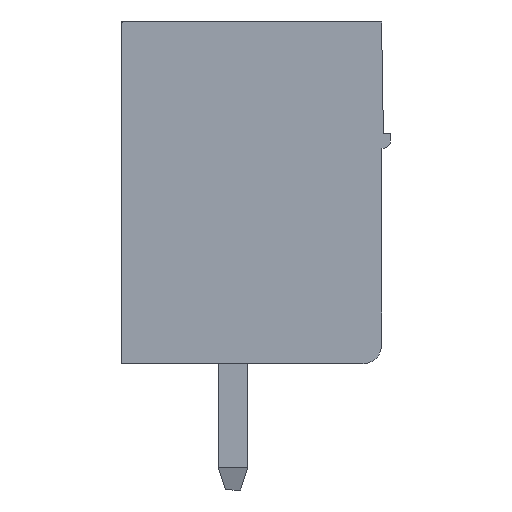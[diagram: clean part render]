
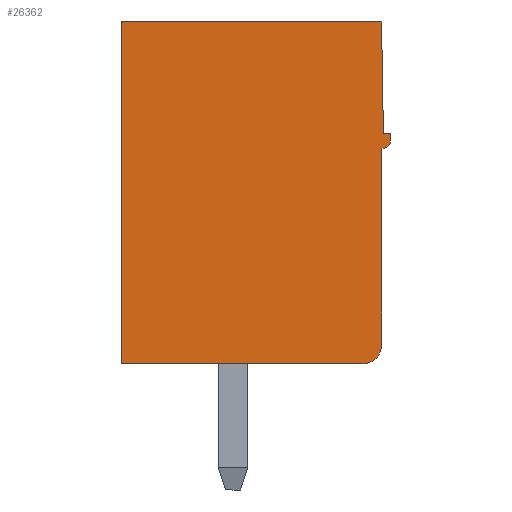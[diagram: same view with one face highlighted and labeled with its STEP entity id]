
A CAD part, left-side view. The second image highlights one B-rep face of the part: STEP entity #26362.
In plain terms, the highlighted planar face has unit normal (-1, 0, 0).
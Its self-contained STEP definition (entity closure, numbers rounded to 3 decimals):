
#424 = DIRECTION ( 'NONE',  ( 0., -1., 0. ) ) ;
#454 = LINE ( 'NONE', #22577, #14788 ) ;
#523 = FACE_OUTER_BOUND ( 'NONE', #20291, .T. ) ;
#710 = ORIENTED_EDGE ( 'NONE', *, *, #21389, .F. ) ;
#1385 = ORIENTED_EDGE ( 'NONE', *, *, #24809, .T. ) ;
#1456 = CARTESIAN_POINT ( 'NONE',  ( -35.56, 0.19, 6.2 ) ) ;
#1465 = EDGE_CURVE ( 'NONE', #2029, #12429, #22681, .T. ) ;
#1648 = CARTESIAN_POINT ( 'NONE',  ( -35.56, 7.24, 9.2 ) ) ;
#2029 = VERTEX_POINT ( 'NONE', #12408 ) ;
#2200 = CARTESIAN_POINT ( 'NONE',  ( -35.56, 7.24, 0. ) ) ;
#3262 = ORIENTED_EDGE ( 'NONE', *, *, #21008, .F. ) ;
#3573 = LINE ( 'NONE', #2200, #12477 ) ;
#3651 = CARTESIAN_POINT ( 'NONE',  ( -35.56, 0.2, 6. ) ) ;
#3780 = ORIENTED_EDGE ( 'NONE', *, *, #22903, .T. ) ;
#3984 = CARTESIAN_POINT ( 'NONE',  ( -35.56, 0., 6. ) ) ;
#4407 = DIRECTION ( 'NONE',  ( 0., 0., 1. ) ) ;
#4788 = CARTESIAN_POINT ( 'NONE',  ( -35.56, 7.24, 0. ) ) ;
#5303 = CARTESIAN_POINT ( 'NONE',  ( -35.56, 0., 5.8 ) ) ;
#5341 = VERTEX_POINT ( 'NONE', #15557 ) ;
#5366 = PLANE ( 'NONE',  #27968 ) ;
#5401 = ORIENTED_EDGE ( 'NONE', *, *, #1465, .T. ) ;
#5610 = CARTESIAN_POINT ( 'NONE',  ( -35.56, 0.24, 0. ) ) ;
#6168 = AXIS2_PLACEMENT_3D ( 'NONE', #3651, #24011, #28383 ) ;
#6499 = VERTEX_POINT ( 'NONE', #12331 ) ;
#7103 = CARTESIAN_POINT ( 'NONE',  ( -35.56, 0.74, 0.5 ) ) ;
#7979 = ORIENTED_EDGE ( 'NONE', *, *, #23196, .T. ) ;
#8579 = VECTOR ( 'NONE', #18921, 1000. ) ;
#9310 = VECTOR ( 'NONE', #28150, 1000. ) ;
#9443 = CIRCLE ( 'NONE', #22994, 0.5 ) ;
#9695 = VERTEX_POINT ( 'NONE', #3984 ) ;
#10194 = EDGE_CURVE ( 'NONE', #9695, #22557, #18760, .T. ) ;
#10241 = VECTOR ( 'NONE', #10536, 1000. ) ;
#10536 = DIRECTION ( 'NONE',  ( 0., 0., -1. ) ) ;
#11672 = ORIENTED_EDGE ( 'NONE', *, *, #15100, .T. ) ;
#11973 = VERTEX_POINT ( 'NONE', #26281 ) ;
#12331 = CARTESIAN_POINT ( 'NONE',  ( -35.56, 0.24, 0.5 ) ) ;
#12408 = CARTESIAN_POINT ( 'NONE',  ( -35.56, 7.24, 0. ) ) ;
#12429 = VERTEX_POINT ( 'NONE', #19944 ) ;
#12477 = VECTOR ( 'NONE', #4407, 1000. ) ;
#14788 = VECTOR ( 'NONE', #24781, 1000. ) ;
#15100 = EDGE_CURVE ( 'NONE', #6499, #22920, #16586, .T. ) ;
#15155 = ORIENTED_EDGE ( 'NONE', *, *, #28827, .T. ) ;
#15268 = LINE ( 'NONE', #28436, #9310 ) ;
#15557 = CARTESIAN_POINT ( 'NONE',  ( -35.56, 0., 6.2 ) ) ;
#15908 = DIRECTION ( 'NONE',  ( 0., 0., 1. ) ) ;
#16003 = LINE ( 'NONE', #24803, #17374 ) ;
#16022 = DIRECTION ( 'NONE',  ( -1., 0., 0. ) ) ;
#16331 = VECTOR ( 'NONE', #424, 1000. ) ;
#16382 = ORIENTED_EDGE ( 'NONE', *, *, #10194, .F. ) ;
#16586 = LINE ( 'NONE', #5610, #8579 ) ;
#17123 = LINE ( 'NONE', #5303, #19775 ) ;
#17374 = VECTOR ( 'NONE', #20261, 1000. ) ;
#17993 = VERTEX_POINT ( 'NONE', #1648 ) ;
#18760 = CIRCLE ( 'NONE', #6168, 0.2 ) ;
#18857 = LINE ( 'NONE', #23833, #10241 ) ;
#18921 = DIRECTION ( 'NONE',  ( 0., 0., 1. ) ) ;
#19775 = VECTOR ( 'NONE', #21106, 1000. ) ;
#19944 = CARTESIAN_POINT ( 'NONE',  ( -35.56, 0.74, 0. ) ) ;
#20261 = DIRECTION ( 'NONE',  ( 0., 0.017, 1. ) ) ;
#20291 = EDGE_LOOP ( 'NONE', ( #710, #5401, #3780, #11672, #7979, #16382, #20734, #15155, #1385, #3262 ) ) ;
#20440 = DIRECTION ( 'NONE',  ( -1., 0., 0. ) ) ;
#20734 = ORIENTED_EDGE ( 'NONE', *, *, #28474, .F. ) ;
#21008 = EDGE_CURVE ( 'NONE', #17993, #11973, #454, .T. ) ;
#21106 = DIRECTION ( 'NONE',  ( 0., -1., 0. ) ) ;
#21389 = EDGE_CURVE ( 'NONE', #2029, #17993, #3573, .T. ) ;
#21681 = VERTEX_POINT ( 'NONE', #1456 ) ;
#22557 = VERTEX_POINT ( 'NONE', #28881 ) ;
#22577 = CARTESIAN_POINT ( 'NONE',  ( -35.56, 3.62, 9.2 ) ) ;
#22681 = LINE ( 'NONE', #26926, #16331 ) ;
#22903 = EDGE_CURVE ( 'NONE', #12429, #6499, #9443, .T. ) ;
#22920 = VERTEX_POINT ( 'NONE', #25537 ) ;
#22994 = AXIS2_PLACEMENT_3D ( 'NONE', #7103, #16022, #24969 ) ;
#23196 = EDGE_CURVE ( 'NONE', #22920, #22557, #17123, .T. ) ;
#23833 = CARTESIAN_POINT ( 'NONE',  ( -35.56, 0., 0. ) ) ;
#24011 = DIRECTION ( 'NONE',  ( 1., 0., 0. ) ) ;
#24781 = DIRECTION ( 'NONE',  ( 0., -1., 0. ) ) ;
#24803 = CARTESIAN_POINT ( 'NONE',  ( -35.56, 0.19, 6.2 ) ) ;
#24809 = EDGE_CURVE ( 'NONE', #21681, #11973, #16003, .T. ) ;
#24969 = DIRECTION ( 'NONE',  ( 0., -1., 0. ) ) ;
#25537 = CARTESIAN_POINT ( 'NONE',  ( -35.56, 0.24, 5.8 ) ) ;
#26281 = CARTESIAN_POINT ( 'NONE',  ( -35.56, 0.24, 9.2 ) ) ;
#26362 = ADVANCED_FACE ( 'NONE', ( #523 ), #5366, .T. ) ;
#26926 = CARTESIAN_POINT ( 'NONE',  ( -35.56, 3.62, 0. ) ) ;
#27968 = AXIS2_PLACEMENT_3D ( 'NONE', #4788, #20440, #15908 ) ;
#28150 = DIRECTION ( 'NONE',  ( 0., 1., 0. ) ) ;
#28383 = DIRECTION ( 'NONE',  ( 0., 0., -1. ) ) ;
#28436 = CARTESIAN_POINT ( 'NONE',  ( -35.56, 0.19, 6.2 ) ) ;
#28474 = EDGE_CURVE ( 'NONE', #5341, #9695, #18857, .T. ) ;
#28827 = EDGE_CURVE ( 'NONE', #5341, #21681, #15268, .T. ) ;
#28881 = CARTESIAN_POINT ( 'NONE',  ( -35.56, 0.2, 5.8 ) ) ;
